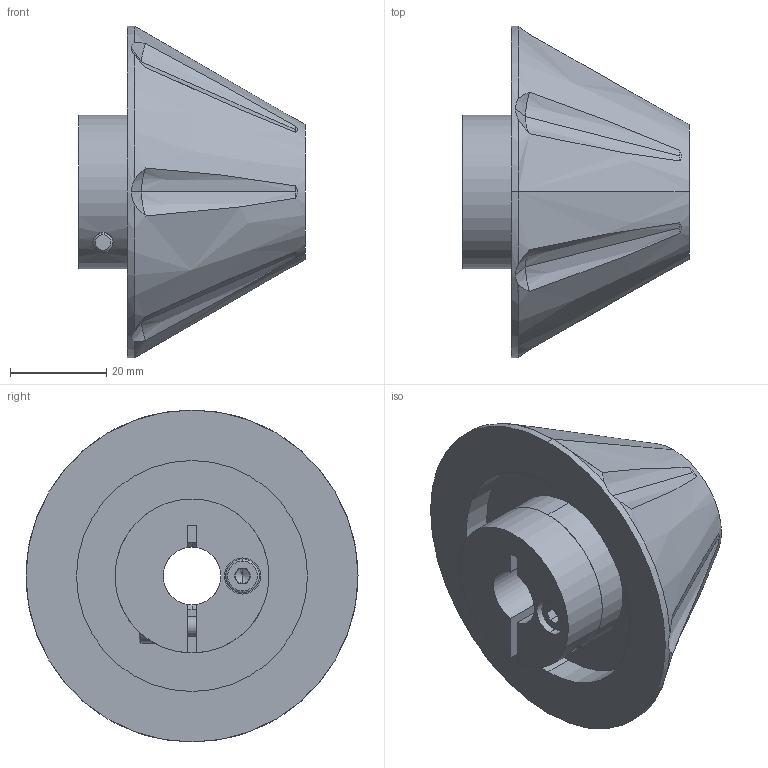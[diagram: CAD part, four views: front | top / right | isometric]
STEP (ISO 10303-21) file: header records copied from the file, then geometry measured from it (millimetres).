
FILE_DESCRIPTION (( 'STEP AP214' ), '1' );
FILE_NAME ('EL II-12-F-71.STEP', '2019-11-08T06:52:15', ( '' ), ( '' ), 'SwSTEP 2.0', 'SolidWorks 2019', '' );
FILE_SCHEMA (( 'AUTOMOTIVE_DESIGN' ));
Length unit declared in the file: millimetre
Products named in the file (1): EL II-12-F-71
Bounding box: 47 x 69 x 69 mm (x, y, z)
Volume: 69784 mm3; surface area: 17964.2 mm2
Topology: 4 solids, 4 shells, 135 faces, 315 edges, 191 vertices
Faces by surface type: cone 52, plane 43, cylinder 32, torus 8
Entity records: 5735 total; most frequent: CARTESIAN_POINT 1125, DIRECTION 655, ORIENTED_EDGE 618, EDGE_CURVE 309, AXIS2_PLACEMENT_3D 263, VERTEX_POINT 191, EDGE_LOOP 152, UNCERTAINTY_MEASURE_WITH_UNIT 141
